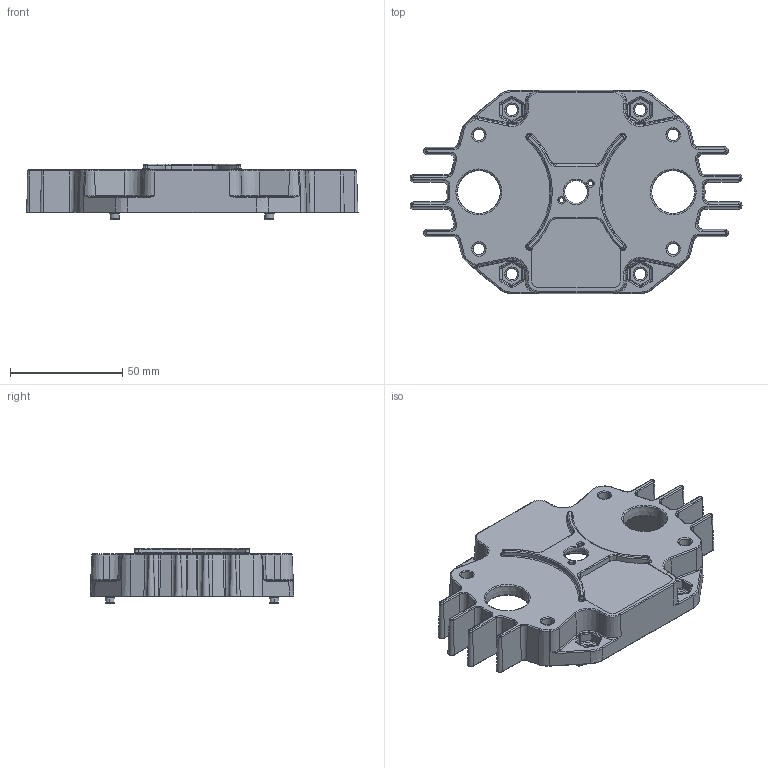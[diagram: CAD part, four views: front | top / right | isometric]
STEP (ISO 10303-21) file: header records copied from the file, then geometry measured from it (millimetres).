
FILE_DESCRIPTION (( 'STEP AP214' ), '1' );
FILE_NAME ('am-0739 CIMple Box Housing.STEP', '2022-02-02T13:59:49', ( '' ), ( '' ), 'SwSTEP 2.0', 'SolidWorks 2021', '' );
FILE_SCHEMA (( 'AUTOMOTIVE_DESIGN' ));
Length unit declared in the file: inch
Products named in the file (1): am-0739 CIMple Box Housing
Bounding box: 147.77 x 90.59 x 24.77 mm (x, y, z)
Volume: 52725.6 mm3; surface area: 37106.6 mm2
Topology: 1 solids, 1 shells, 1168 faces, 2720 edges, 1553 vertices
Faces by surface type: torus 309, cylinder 299, bspline 250, plane 153, cone 133, sphere 24
Entity records: 41061 total; most frequent: CARTESIAN_POINT 15727, ORIENTED_EDGE 5424, DIRECTION 5396, EDGE_CURVE 2712, AXIS2_PLACEMENT_3D 2316, VERTEX_POINT 1553, CIRCLE 1397, EDGE_LOOP 1201
